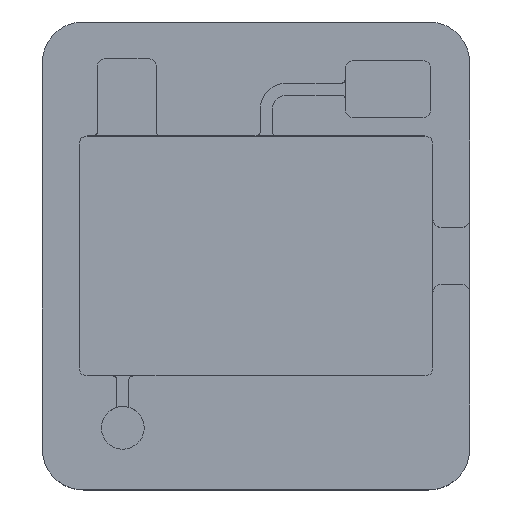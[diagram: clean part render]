
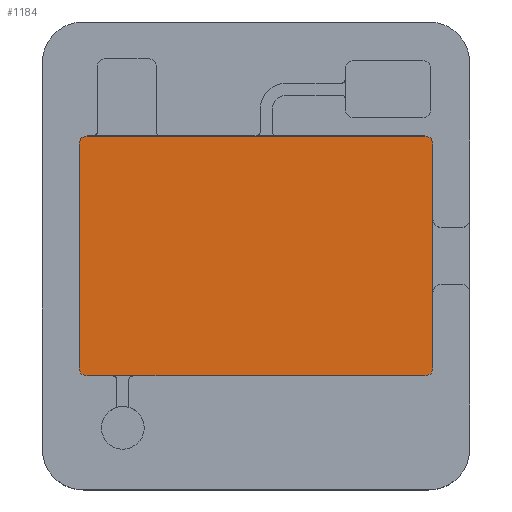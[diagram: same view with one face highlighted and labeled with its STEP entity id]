
A CAD part, top view. The second image highlights one B-rep face of the part: STEP entity #1184.
In plain terms, the highlighted planar face has unit normal (0, 0, 1).
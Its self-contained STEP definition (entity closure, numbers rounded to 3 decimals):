
#32=PLANE('',#1307);
#82=FACE_OUTER_BOUND('',#144,.T.);
#144=EDGE_LOOP('',(#986,#987,#988,#989,#990,#991,#992,#993));
#218=LINE('',#1870,#336);
#244=LINE('',#1944,#362);
#256=LINE('',#1975,#374);
#259=LINE('',#1983,#377);
#336=VECTOR('',#1474,10.);
#362=VECTOR('',#1560,10.);
#374=VECTOR('',#1594,10.);
#377=VECTOR('',#1603,10.);
#452=CIRCLE('',#1303,2.);
#453=CIRCLE('',#1306,2.);
#454=CIRCLE('',#1308,2.);
#455=CIRCLE('',#1309,2.);
#537=VERTEX_POINT('',#1867);
#538=VERTEX_POINT('',#1869);
#555=VERTEX_POINT('',#1941);
#556=VERTEX_POINT('',#1943);
#563=VERTEX_POINT('',#1970);
#564=VERTEX_POINT('',#1974);
#565=VERTEX_POINT('',#1978);
#566=VERTEX_POINT('',#1982);
#664=EDGE_CURVE('',#537,#538,#218,.F.);
#700=EDGE_CURVE('',#555,#556,#244,.F.);
#714=EDGE_CURVE('',#563,#556,#452,.T.);
#716=EDGE_CURVE('',#563,#564,#256,.F.);
#718=EDGE_CURVE('',#555,#565,#453,.T.);
#720=EDGE_CURVE('',#566,#565,#259,.F.);
#721=EDGE_CURVE('',#566,#538,#454,.T.);
#722=EDGE_CURVE('',#537,#564,#455,.T.);
#986=ORIENTED_EDGE('',*,*,#714,.T.);
#987=ORIENTED_EDGE('',*,*,#700,.F.);
#988=ORIENTED_EDGE('',*,*,#718,.T.);
#989=ORIENTED_EDGE('',*,*,#720,.F.);
#990=ORIENTED_EDGE('',*,*,#721,.T.);
#991=ORIENTED_EDGE('',*,*,#664,.F.);
#992=ORIENTED_EDGE('',*,*,#722,.T.);
#993=ORIENTED_EDGE('',*,*,#716,.F.);
#1184=ADVANCED_FACE('',(#82),#32,.F.);
#1303=AXIS2_PLACEMENT_3D('',#1971,#1589,#1590);
#1306=AXIS2_PLACEMENT_3D('',#1979,#1598,#1599);
#1307=AXIS2_PLACEMENT_3D('',#1981,#1601,#1602);
#1308=AXIS2_PLACEMENT_3D('',#1984,#1604,#1605);
#1309=AXIS2_PLACEMENT_3D('',#1985,#1606,#1607);
#1474=DIRECTION('',(-1.,0.,0.));
#1560=DIRECTION('',(1.,0.,0.));
#1589=DIRECTION('center_axis',(0.,0.,1.));
#1590=DIRECTION('ref_axis',(-0.707,-0.707,0.));
#1594=DIRECTION('',(0.,-1.,0.));
#1598=DIRECTION('center_axis',(0.,0.,1.));
#1599=DIRECTION('ref_axis',(0.707,-0.707,0.));
#1601=DIRECTION('center_axis',(0.,0.,-1.));
#1602=DIRECTION('ref_axis',(-1.,0.,0.));
#1603=DIRECTION('',(0.,1.,0.));
#1604=DIRECTION('center_axis',(0.,0.,1.));
#1605=DIRECTION('ref_axis',(0.707,0.707,0.));
#1606=DIRECTION('center_axis',(0.,0.,1.));
#1607=DIRECTION('ref_axis',(-0.707,0.707,0.));
#1867=CARTESIAN_POINT('',(-41.5,29.5,-15.));
#1869=CARTESIAN_POINT('',(41.5,29.5,-15.));
#1870=CARTESIAN_POINT('',(-21.25,29.5,-15.));
#1941=CARTESIAN_POINT('',(41.5,-29.5,-15.));
#1943=CARTESIAN_POINT('',(-41.5,-29.5,-15.));
#1944=CARTESIAN_POINT('',(21.25,-29.5,-15.));
#1970=CARTESIAN_POINT('',(-43.5,-27.5,-15.));
#1971=CARTESIAN_POINT('Origin',(-41.5,-27.5,-15.));
#1974=CARTESIAN_POINT('',(-43.5,27.5,-15.));
#1975=CARTESIAN_POINT('',(-43.5,-14.25,-15.));
#1978=CARTESIAN_POINT('',(43.5,-27.5,-15.));
#1979=CARTESIAN_POINT('Origin',(41.5,-27.5,-15.));
#1981=CARTESIAN_POINT('Origin',(0.,0.,
-15.));
#1982=CARTESIAN_POINT('',(43.5,27.5,-15.));
#1983=CARTESIAN_POINT('',(43.5,14.25,-15.));
#1984=CARTESIAN_POINT('Origin',(41.5,27.5,-15.));
#1985=CARTESIAN_POINT('Origin',(-41.5,27.5,-15.));
